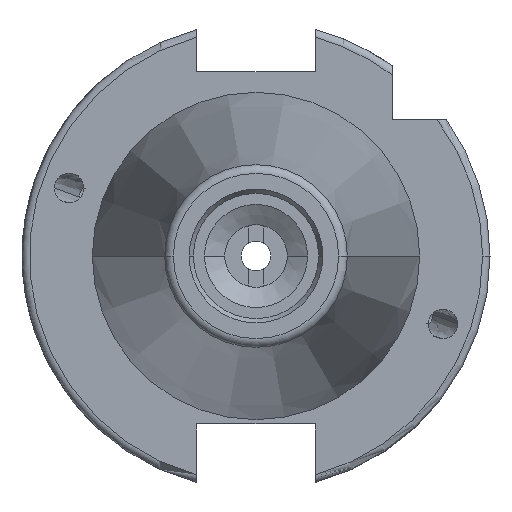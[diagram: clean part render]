
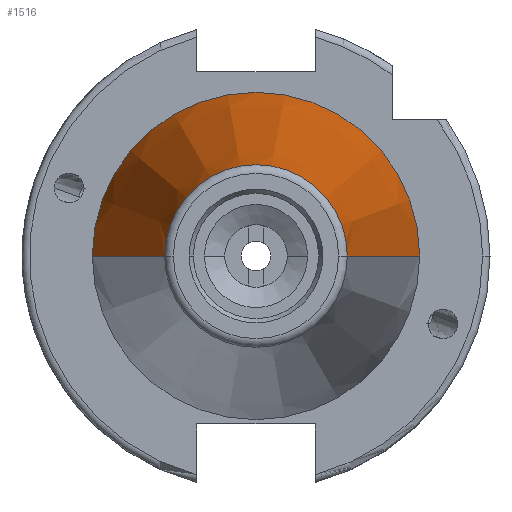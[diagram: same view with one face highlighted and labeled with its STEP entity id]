
A CAD part, left-side view. The second image highlights one B-rep face of the part: STEP entity #1516.
In plain terms, the highlighted conical face has half-angle 8.297 degrees and reference radius 22.225 mm.
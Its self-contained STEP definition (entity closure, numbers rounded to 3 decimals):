
#938 = VERTEX_POINT ( 'NONE', #3330 ) ;
#1017 = VERTEX_POINT ( 'NONE', #3515 ) ;
#1047 = EDGE_CURVE ( 'NONE', #1017, #938, #3571, .T. ) ;
#1484 = ORIENTED_EDGE ( 'NONE', *, *, #1492, .T. ) ;
#1485 = ORIENTED_EDGE ( 'NONE', *, *, #1520, .F. ) ;
#1492 = EDGE_CURVE ( 'NONE', #1522, #1017, #4446, .T. ) ;
#1495 = ORIENTED_EDGE ( 'NONE', *, *, #1047, .T. ) ;
#1516 = ADVANCED_FACE ( 'NONE', ( #4525 ), #4524, .T. ) ;
#1519 = EDGE_LOOP ( 'NONE', ( #1523, #1484, #1495, #1485 ) ) ;
#1520 = EDGE_CURVE ( 'NONE', #1525, #938, #4519, .T. ) ;
#1521 = EDGE_CURVE ( 'NONE', #1522, #1525, #4515, .T. ) ;
#1522 = VERTEX_POINT ( 'NONE', #4510 ) ;
#1523 = ORIENTED_EDGE ( 'NONE', *, *, #1521, .F. ) ;
#1525 = VERTEX_POINT ( 'NONE', #4566 ) ;
#3330 = CARTESIAN_POINT ( 'NONE',  ( 9.9, 22.225, 0. ) ) ;
#3515 = CARTESIAN_POINT ( 'NONE',  ( 9.9, -22.225, 0. ) ) ;
#3567 = DIRECTION ( 'NONE',  ( 0., -1., 0. ) ) ;
#3568 = DIRECTION ( 'NONE',  ( -1., 0., 0. ) ) ;
#3569 = CARTESIAN_POINT ( 'NONE',  ( 9.9, 0., 0. ) ) ;
#3570 = AXIS2_PLACEMENT_3D ( 'NONE', #3569, #3568, #3567 ) ;
#3571 = CIRCLE ( 'NONE', #3570, 22.225 ) ;
#4444 = VECTOR ( 'NONE', #4509, 1000. ) ;
#4445 = CARTESIAN_POINT ( 'NONE',  ( 9.9, -22.225, 0. ) ) ;
#4446 = LINE ( 'NONE', #4445, #4444 ) ;
#4509 = DIRECTION ( 'NONE',  ( 0.99, -0.144, 0. ) ) ;
#4510 = CARTESIAN_POINT ( 'NONE',  ( -57.473, -12.4, 0. ) ) ;
#4511 = DIRECTION ( 'NONE',  ( 0., -1., 0. ) ) ;
#4512 = DIRECTION ( 'NONE',  ( -1., 0., 0. ) ) ;
#4513 = CARTESIAN_POINT ( 'NONE',  ( -57.473, 0., 0. ) ) ;
#4514 = AXIS2_PLACEMENT_3D ( 'NONE', #4513, #4512, #4511 ) ;
#4515 = CIRCLE ( 'NONE', #4514, 12.4 ) ;
#4516 = DIRECTION ( 'NONE',  ( 0.99, 0.144, 0. ) ) ;
#4517 = VECTOR ( 'NONE', #4516, 1000. ) ;
#4518 = CARTESIAN_POINT ( 'NONE',  ( 9.9, 22.225, 0. ) ) ;
#4519 = LINE ( 'NONE', #4518, #4517 ) ;
#4520 = DIRECTION ( 'NONE',  ( 0., 1., 0. ) ) ;
#4521 = DIRECTION ( 'NONE',  ( 1., 0., 0. ) ) ;
#4522 = AXIS2_PLACEMENT_3D ( 'NONE', #4523, #4521, #4520 ) ;
#4523 = CARTESIAN_POINT ( 'NONE',  ( 9.9, 0., 0. ) ) ;
#4524 = CONICAL_SURFACE ( 'NONE', #4522, 22.225, 0.145 ) ;
#4525 = FACE_OUTER_BOUND ( 'NONE', #1519, .T. ) ;
#4566 = CARTESIAN_POINT ( 'NONE',  ( -57.473, 12.4, 0. ) ) ;
